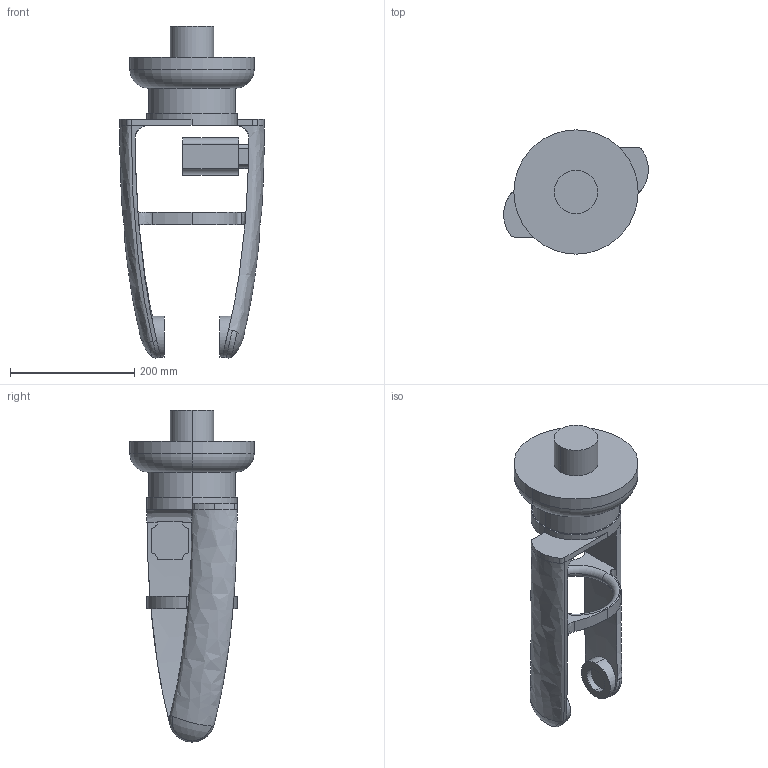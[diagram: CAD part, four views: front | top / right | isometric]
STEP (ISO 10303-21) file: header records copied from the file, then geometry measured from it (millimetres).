
FILE_DESCRIPTION (( 'STEP AP203' ), '1' );
FILE_NAME ('05.STEP', '2014-08-25T10:58:59', ( 'zakaria' ), ( '' ), 'SwSTEP 2.0', 'SolidWorks 2013', '' );
FILE_SCHEMA (( 'CONFIG_CONTROL_DESIGN' ));
Length unit declared in the file: millimetre
Products named in the file (1): 05
Bounding box: 232.96 x 200 x 534.07 mm (x, y, z)
Volume: 3866323.6 mm3; surface area: 345492.9 mm2
Topology: 1 solids, 1 shells, 102 faces, 255 edges, 160 vertices
Faces by surface type: cylinder 43, plane 31, bspline 16, torus 10, sphere 2
Entity records: 4063 total; most frequent: CARTESIAN_POINT 1657, ORIENTED_EDGE 510, DIRECTION 459, EDGE_CURVE 255, AXIS2_PLACEMENT_3D 187, VERTEX_POINT 160, EDGE_LOOP 111, FACE_OUTER_BOUND 102
